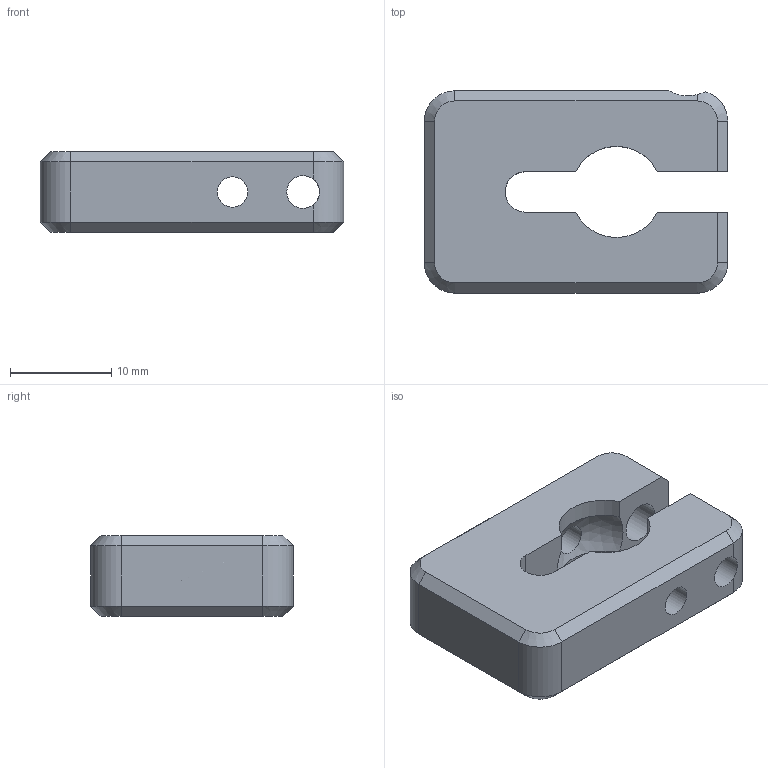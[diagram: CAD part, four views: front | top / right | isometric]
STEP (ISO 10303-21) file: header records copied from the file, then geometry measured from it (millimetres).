
FILE_DESCRIPTION(('STEP AP242'), '1');
FILE_NAME('LV', '', ('UNSPECIFIED'), ('UNSPECIFIED'), 'C3D Converter', 'C3D Toolkit', '');
FILE_SCHEMA(('AP242_MANAGED_MODEL_BASED_3D_ENGINEERING_MIM_LF { 1 0 10303 442 1 1 4 }'));
Length unit declared in the file: millimetre
Bounding box: 30 x 20 x 8 mm (x, y, z)
Volume: 3358.6 mm3; surface area: 2214.6 mm2
Topology: 1 solids, 1 shells, 46 faces, 121 edges, 76 vertices
Faces by surface type: plane 22, cylinder 14, cone 8, sphere 2
Full cylindrical faces by diameter (mm): 3 x2, 3.242 x1, 4 x1, 7 x1
Entity records: 1979 total; most frequent: CARTESIAN_POINT 423, DIRECTION 246, ORIENTED_EDGE 232, EDGE_CURVE 116, AXIS2_PLACEMENT_3D 89, VERTEX_POINT 76, LINE 68, VECTOR 68
